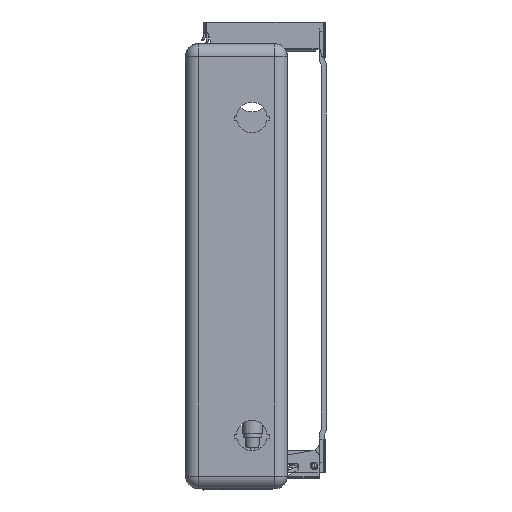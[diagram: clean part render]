
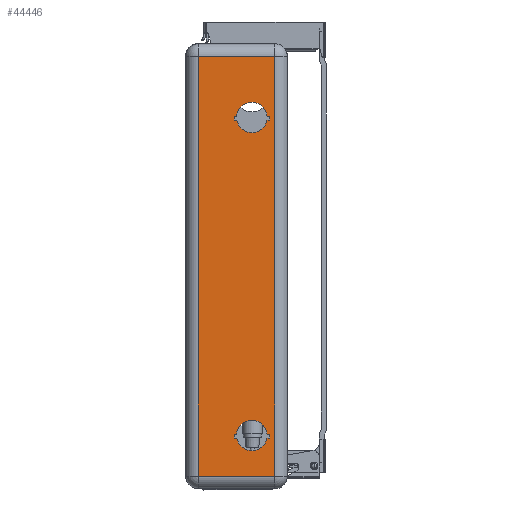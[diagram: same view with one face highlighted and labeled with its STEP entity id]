
A CAD part, left-side view. The second image highlights one B-rep face of the part: STEP entity #44446.
In plain terms, the highlighted face is planar.
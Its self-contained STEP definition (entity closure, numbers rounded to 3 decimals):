
#43212=DIRECTION('',(1.,0.,0.));
#43213=VECTOR('',#43212,60.);
#43214=CARTESIAN_POINT('',(10.,340.,35.));
#43215=LINE('',#43214,#43213);
#43226=DIRECTION('',(0.,1.,0.));
#43227=VECTOR('',#43226,330.);
#43228=CARTESIAN_POINT('',(10.,10.,35.));
#43229=LINE('',#43228,#43227);
#43234=CARTESIAN_POINT('',(52.,42.,35.));
#43235=DIRECTION('',(0.,0.,1.));
#43236=DIRECTION('',(0.998,0.063,0.));
#43237=AXIS2_PLACEMENT_3D('',#43234,#43235,#43236);
#43239=CARTESIAN_POINT('',(52.,42.,35.));
#43240=DIRECTION('',(0.,0.,1.));
#43241=DIRECTION('',(-0.985,-0.172,0.));
#43242=AXIS2_PLACEMENT_3D('',#43239,#43240,#43241);
#43244=CARTESIAN_POINT('',(52.,292.,35.));
#43245=DIRECTION('',(0.,0.,1.));
#43246=DIRECTION('',(-0.985,-0.172,0.));
#43247=AXIS2_PLACEMENT_3D('',#43244,#43245,#43246);
#43249=CARTESIAN_POINT('',(52.,292.,35.));
#43250=DIRECTION('',(0.,0.,1.));
#43251=DIRECTION('',(0.998,0.063,0.));
#43252=AXIS2_PLACEMENT_3D('',#43249,#43250,#43251);
#43254=DIRECTION('',(0.,-1.,0.));
#43255=VECTOR('',#43254,330.);
#43256=CARTESIAN_POINT('',(70.,340.,35.));
#43257=LINE('',#43256,#43255);
#43277=DIRECTION('',(-1.,0.,0.));
#43278=VECTOR('',#43277,60.);
#43279=CARTESIAN_POINT('',(70.,10.,35.));
#43280=LINE('',#43279,#43278);
#43314=DIRECTION('',(-1.,0.,0.));
#43315=VECTOR('',#43314,2.178);
#43316=CARTESIAN_POINT('',(66.,39.939,35.));
#43317=LINE('',#43316,#43315);
#43326=DIRECTION('',(0.,-1.,0.));
#43327=VECTOR('',#43326,2.819);
#43328=CARTESIAN_POINT('',(66.,42.758,35.));
#43329=LINE('',#43328,#43327);
#43334=DIRECTION('',(1.,0.,0.));
#43335=VECTOR('',#43334,2.024);
#43336=CARTESIAN_POINT('',(63.976,42.758,35.));
#43337=LINE('',#43336,#43335);
#43354=DIRECTION('',(1.,0.,0.));
#43355=VECTOR('',#43354,2.024);
#43356=CARTESIAN_POINT('',(38.,42.758,35.));
#43357=LINE('',#43356,#43355);
#43366=DIRECTION('',(0.,1.,0.));
#43367=VECTOR('',#43366,2.819);
#43368=CARTESIAN_POINT('',(38.,39.939,35.));
#43369=LINE('',#43368,#43367);
#43374=DIRECTION('',(-1.,0.,0.));
#43375=VECTOR('',#43374,2.178);
#43376=CARTESIAN_POINT('',(40.178,39.939,35.));
#43377=LINE('',#43376,#43375);
#43614=DIRECTION('',(0.,1.,0.));
#43615=VECTOR('',#43614,2.819);
#43616=CARTESIAN_POINT('',(38.,289.939,35.));
#43617=LINE('',#43616,#43615);
#43622=DIRECTION('',(-1.,0.,0.));
#43623=VECTOR('',#43622,2.178);
#43624=CARTESIAN_POINT('',(40.178,289.939,35.));
#43625=LINE('',#43624,#43623);
#43646=DIRECTION('',(-1.,0.,0.));
#43647=VECTOR('',#43646,2.178);
#43648=CARTESIAN_POINT('',(66.,289.939,35.));
#43649=LINE('',#43648,#43647);
#43658=DIRECTION('',(0.,-1.,0.));
#43659=VECTOR('',#43658,2.819);
#43660=CARTESIAN_POINT('',(66.,292.758,35.));
#43661=LINE('',#43660,#43659);
#43666=DIRECTION('',(1.,0.,0.));
#43667=VECTOR('',#43666,2.024);
#43668=CARTESIAN_POINT('',(63.976,292.758,35.));
#43669=LINE('',#43668,#43667);
#43686=DIRECTION('',(1.,0.,0.));
#43687=VECTOR('',#43686,2.024);
#43688=CARTESIAN_POINT('',(38.,292.758,35.));
#43689=LINE('',#43688,#43687);
#43886=CARTESIAN_POINT('',(10.,10.,35.));
#43887=CARTESIAN_POINT('',(10.,340.,35.));
#43888=VERTEX_POINT('',#43886);
#43889=VERTEX_POINT('',#43887);
#43890=CARTESIAN_POINT('',(70.,10.,35.));
#43891=VERTEX_POINT('',#43890);
#43892=CARTESIAN_POINT('',(70.,340.,35.));
#43893=VERTEX_POINT('',#43892);
#43894=CARTESIAN_POINT('',(66.,39.939,35.));
#43895=CARTESIAN_POINT('',(63.822,39.939,35.));
#43896=VERTEX_POINT('',#43894);
#43897=VERTEX_POINT('',#43895);
#43898=CARTESIAN_POINT('',(40.178,39.939,35.));
#43899=VERTEX_POINT('',#43898);
#43900=CARTESIAN_POINT('',(38.,39.939,35.));
#43901=VERTEX_POINT('',#43900);
#43902=CARTESIAN_POINT('',(38.,42.758,35.));
#43903=VERTEX_POINT('',#43902);
#43904=CARTESIAN_POINT('',(40.024,42.758,35.));
#43905=VERTEX_POINT('',#43904);
#43906=CARTESIAN_POINT('',(63.976,42.758,35.));
#43907=VERTEX_POINT('',#43906);
#43908=CARTESIAN_POINT('',(66.,42.758,35.));
#43909=VERTEX_POINT('',#43908);
#43910=CARTESIAN_POINT('',(40.178,289.939,35.));
#43911=CARTESIAN_POINT('',(63.822,289.939,35.));
#43912=VERTEX_POINT('',#43910);
#43913=VERTEX_POINT('',#43911);
#43914=CARTESIAN_POINT('',(38.,289.939,35.));
#43915=VERTEX_POINT('',#43914);
#43916=CARTESIAN_POINT('',(38.,292.758,35.));
#43917=VERTEX_POINT('',#43916);
#43918=CARTESIAN_POINT('',(40.024,292.758,35.));
#43919=VERTEX_POINT('',#43918);
#43920=CARTESIAN_POINT('',(63.976,292.758,35.));
#43921=VERTEX_POINT('',#43920);
#43922=CARTESIAN_POINT('',(66.,292.758,35.));
#43923=VERTEX_POINT('',#43922);
#43924=CARTESIAN_POINT('',(66.,289.939,35.));
#43925=VERTEX_POINT('',#43924);
#44397=CARTESIAN_POINT('',(40.,175.,35.));
#44398=DIRECTION('',(0.,0.,1.));
#44399=DIRECTION('',(-1.,0.,0.));
#44400=AXIS2_PLACEMENT_3D('',#44397,#44398,#44399);
#44401=PLANE('',#44400);
#44402=ORIENTED_EDGE('',*,*,#44382,.T.);
#44403=ORIENTED_EDGE('',*,*,#44345,.T.);
#44405=ORIENTED_EDGE('',*,*,#44404,.T.);
#44407=ORIENTED_EDGE('',*,*,#44406,.T.);
#44408=EDGE_LOOP('',(#44402,#44403,#44405,#44407));
#44409=FACE_OUTER_BOUND('',#44408,.F.);
#44411=ORIENTED_EDGE('',*,*,#44410,.F.);
#44413=ORIENTED_EDGE('',*,*,#44412,.F.);
#44415=ORIENTED_EDGE('',*,*,#44414,.F.);
#44417=ORIENTED_EDGE('',*,*,#44416,.T.);
#44419=ORIENTED_EDGE('',*,*,#44418,.F.);
#44421=ORIENTED_EDGE('',*,*,#44420,.F.);
#44423=ORIENTED_EDGE('',*,*,#44422,.F.);
#44425=ORIENTED_EDGE('',*,*,#44424,.T.);
#44426=EDGE_LOOP('',(#44411,#44413,#44415,#44417,#44419,#44421,#44423,#44425));
#44427=FACE_BOUND('',#44426,.F.);
#44429=ORIENTED_EDGE('',*,*,#44428,.T.);
#44431=ORIENTED_EDGE('',*,*,#44430,.F.);
#44433=ORIENTED_EDGE('',*,*,#44432,.F.);
#44435=ORIENTED_EDGE('',*,*,#44434,.F.);
#44437=ORIENTED_EDGE('',*,*,#44436,.T.);
#44439=ORIENTED_EDGE('',*,*,#44438,.F.);
#44441=ORIENTED_EDGE('',*,*,#44440,.F.);
#44443=ORIENTED_EDGE('',*,*,#44442,.F.);
#44444=EDGE_LOOP('',(#44429,#44431,#44433,#44435,#44437,#44439,#44441,#44443));
#44445=FACE_BOUND('',#44444,.F.);
#43238=CIRCLE('',#43237,12.);
#43243=CIRCLE('',#43242,12.);
#43248=CIRCLE('',#43247,12.);
#43253=CIRCLE('',#43252,12.);
#44345=EDGE_CURVE('',#43889,#43893,#43215,.T.);
#44382=EDGE_CURVE('',#43888,#43889,#43229,.T.);
#44404=EDGE_CURVE('',#43893,#43891,#43257,.T.);
#44406=EDGE_CURVE('',#43891,#43888,#43280,.T.);
#44410=EDGE_CURVE('',#43896,#43897,#43317,.T.);
#44412=EDGE_CURVE('',#43909,#43896,#43329,.T.);
#44414=EDGE_CURVE('',#43907,#43909,#43337,.T.);
#44416=EDGE_CURVE('',#43907,#43905,#43238,.T.);
#44418=EDGE_CURVE('',#43903,#43905,#43357,.T.);
#44420=EDGE_CURVE('',#43901,#43903,#43369,.T.);
#44422=EDGE_CURVE('',#43899,#43901,#43377,.T.);
#44424=EDGE_CURVE('',#43899,#43897,#43243,.T.);
#44428=EDGE_CURVE('',#43912,#43913,#43248,.T.);
#44430=EDGE_CURVE('',#43925,#43913,#43649,.T.);
#44432=EDGE_CURVE('',#43923,#43925,#43661,.T.);
#44434=EDGE_CURVE('',#43921,#43923,#43669,.T.);
#44436=EDGE_CURVE('',#43921,#43919,#43253,.T.);
#44438=EDGE_CURVE('',#43917,#43919,#43689,.T.);
#44440=EDGE_CURVE('',#43915,#43917,#43617,.T.);
#44442=EDGE_CURVE('',#43912,#43915,#43625,.T.);
#44446=ADVANCED_FACE('',(#44409,#44427,#44445),#44401,.T.);
